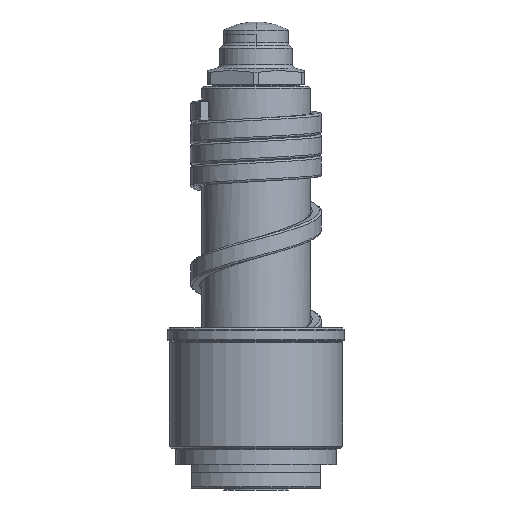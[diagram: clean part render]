
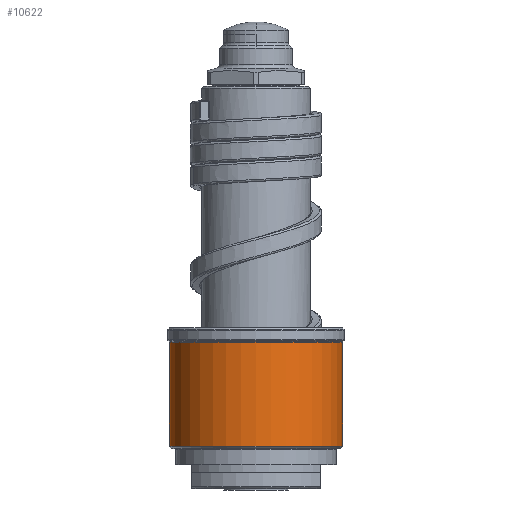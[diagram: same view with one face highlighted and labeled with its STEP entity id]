
A CAD part, front view. The second image highlights one B-rep face of the part: STEP entity #10622.
In plain terms, the highlighted cylindrical face has radius 21.5 mm (diameter 43 mm), a partial arc.
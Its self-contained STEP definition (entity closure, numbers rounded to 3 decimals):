
#3234=CARTESIAN_POINT('',(0.,0.,10.583));
#3235=DIRECTION('',(0.,0.,1.));
#3236=DIRECTION('',(-1.,0.,0.));
#3237=AXIS2_PLACEMENT_3D('',#3234,#3235,#3236);
#3239=DIRECTION('',(0.,0.,-1.));
#3240=VECTOR('',#3239,25.834);
#3241=CARTESIAN_POINT('',(-21.5,0.,36.417));
#3242=LINE('',#3241,#3240);
#3243=CARTESIAN_POINT('',(0.,0.,36.417));
#3244=DIRECTION('',(0.,0.,1.));
#3245=DIRECTION('',(-1.,0.,0.));
#3246=AXIS2_PLACEMENT_3D('',#3243,#3244,#3245);
#3248=DIRECTION('',(0.,0.,-1.));
#3249=VECTOR('',#3248,25.834);
#3250=CARTESIAN_POINT('',(21.5,0.,36.417));
#3251=LINE('',#3250,#3249);
#6211=CARTESIAN_POINT('',(21.5,0.,36.417));
#6212=CARTESIAN_POINT('',(-21.5,0.,36.417));
#6213=VERTEX_POINT('',#6211);
#6214=VERTEX_POINT('',#6212);
#6237=CARTESIAN_POINT('',(21.5,0.,10.583));
#6238=VERTEX_POINT('',#6237);
#6239=CARTESIAN_POINT('',(-21.5,0.,10.583));
#6240=VERTEX_POINT('',#6239);
#10610=CARTESIAN_POINT('',(0.,0.,8.5));
#10611=DIRECTION('',(0.,0.,1.));
#10612=DIRECTION('',(-1.,0.,0.));
#10613=AXIS2_PLACEMENT_3D('',#10610,#10611,#10612);
#10614=CYLINDRICAL_SURFACE('',#10613,21.5);
#10615=ORIENTED_EDGE('',*,*,#8547,.F.);
#10616=ORIENTED_EDGE('',*,*,#8528,.F.);
#10618=ORIENTED_EDGE('',*,*,#10617,.T.);
#10619=ORIENTED_EDGE('',*,*,#8524,.T.);
#10620=EDGE_LOOP('',(#10615,#10616,#10618,#10619));
#10621=FACE_OUTER_BOUND('',#10620,.F.);
#3238=CIRCLE('',#3237,21.5);
#3247=CIRCLE('',#3246,21.5);
#8524=EDGE_CURVE('',#6213,#6238,#3251,.T.);
#8528=EDGE_CURVE('',#6214,#6240,#3242,.T.);
#8547=EDGE_CURVE('',#6240,#6238,#3238,.T.);
#10617=EDGE_CURVE('',#6214,#6213,#3247,.T.);
#10622=ADVANCED_FACE('',(#10621),#10614,.T.);
